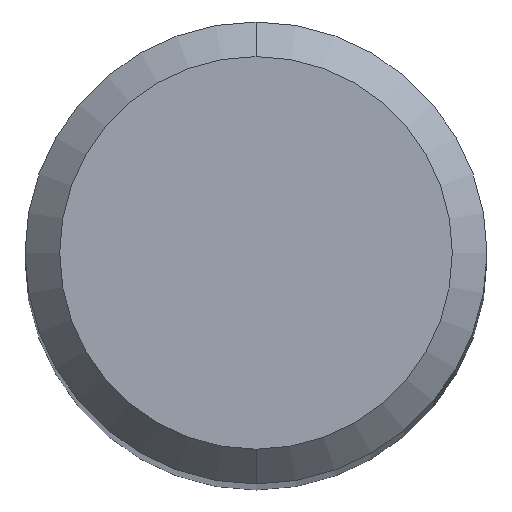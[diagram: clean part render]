
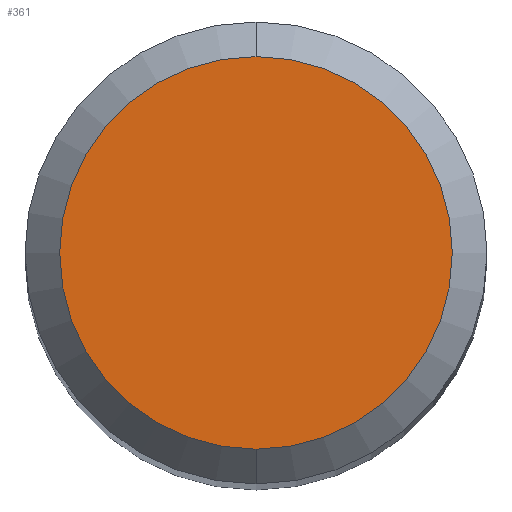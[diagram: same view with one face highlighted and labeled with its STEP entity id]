
A CAD part, top view. The second image highlights one B-rep face of the part: STEP entity #361.
In plain terms, the highlighted planar face has unit normal (0, 0, 1).
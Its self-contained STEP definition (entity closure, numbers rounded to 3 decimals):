
#189=VERTEX_POINT('',#483);
#281=EDGE_CURVE('',#435,#189,#584,.T.);
#315=EDGE_CURVE('',#189,#435,#620,.T.);
#361=ADVANCED_FACE('',(#670),#671,.T.);
#435=VERTEX_POINT('',#754);
#483=CARTESIAN_POINT('',(0.0,1.7,0.0));
#584=CIRCLE('',#1007,1.7);
#620=CIRCLE('',#1072,1.7);
#670=FACE_OUTER_BOUND('',#1184,.T.);
#671=PLANE('',#1185);
#754=CARTESIAN_POINT('',(0.,-1.7,0.0));
#1007=AXIS2_PLACEMENT_3D('',#1519,#1520,#1521);
#1072=AXIS2_PLACEMENT_3D('',#1547,#1548,#1549);
#1184=EDGE_LOOP('',(#1611,#1612));
#1185=AXIS2_PLACEMENT_3D('',#1613,#1614,#1615);
#1519=CARTESIAN_POINT('',(0.0,0.0,0.0));
#1520=DIRECTION('',(0.0,0.0,-1.0));
#1521=DIRECTION('',(0.0,1.0,0.0));
#1547=CARTESIAN_POINT('',(0.0,0.0,0.0));
#1548=DIRECTION('',(0.0,0.0,-1.0));
#1549=DIRECTION('',(0.0,1.0,0.0));
#1611=ORIENTED_EDGE('',*,*,#315,.F.);
#1612=ORIENTED_EDGE('',*,*,#281,.F.);
#1613=CARTESIAN_POINT('',(0.0,0.85,0.0));
#1614=DIRECTION('',(-0.0,0.0,1.0));
#1615=DIRECTION('',(0.0,-1.0,0.0));
